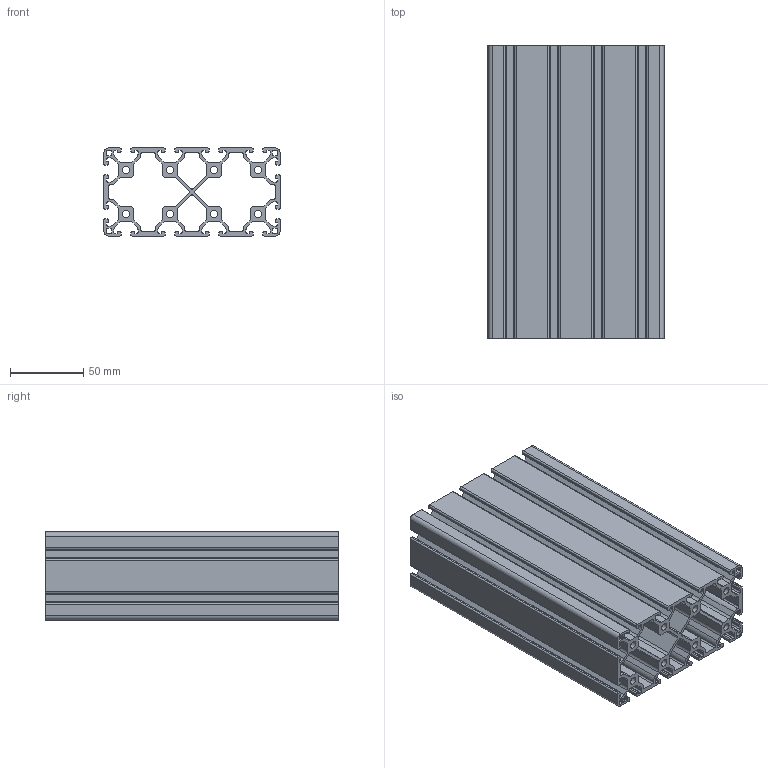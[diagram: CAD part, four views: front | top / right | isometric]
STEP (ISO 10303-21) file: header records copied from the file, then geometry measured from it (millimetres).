
FILE_DESCRIPTION(/* description */ ('Aluminiumprofil 120x60L'),/* implementation_level */ '2;1');
FILE_NAME(/* name */ 'Syskomp 261120690 Aluminiumprofil 120x60L.stp',/* time_stamp */ '2017-04-25T12:03:34+02:00',/* author */ ('wheldmann'),/* organization */ (''),/* preprocessor_version */ 'ST-DEVELOPER v16.1',/* originating_system */ 'Autodesk Inventor 2016',/* authorisation */ ' ');
FILE_SCHEMA (('AUTOMOTIVE_DESIGN { 1 0 10303 214 3 1 1 }'));
Length unit declared in the file: millimetre
Products named in the file (1): 261120690 Aluminiumprofil 120x60L - 200
Bounding box: 120 x 200 x 60 mm (x, y, z)
Volume: 361439.4 mm3; surface area: 300448.6 mm2
Topology: 1 solids, 1 shells, 538 faces, 1608 edges, 1072 vertices
Faces by surface type: cylinder 272, plane 266
Full cylindrical faces by diameter (mm): 5 x8
Entity records: 18304 total; most frequent: DIRECTION 3222, CARTESIAN_POINT 3211, ORIENTED_EDGE 3200, EDGE_CURVE 1600, AXIS2_PLACEMENT_3D 1083, VERTEX_POINT 1072, LINE 1056, VECTOR 1056
